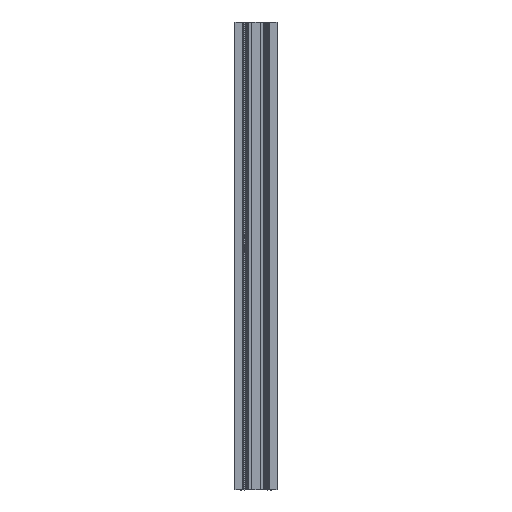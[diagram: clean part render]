
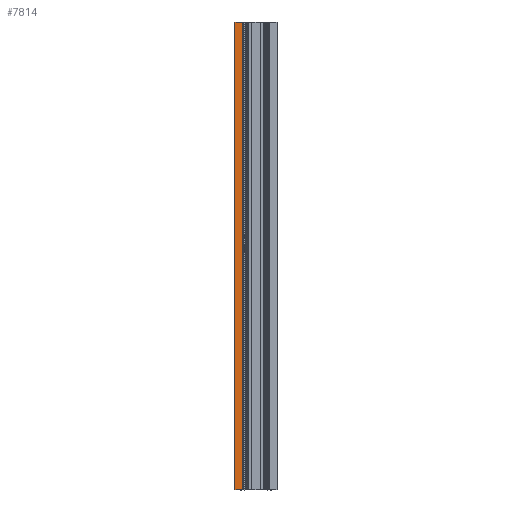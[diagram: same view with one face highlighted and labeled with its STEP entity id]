
A CAD part, left-side view. The second image highlights one B-rep face of the part: STEP entity #7814.
In plain terms, the highlighted planar face has unit normal (-1, 0, 0).
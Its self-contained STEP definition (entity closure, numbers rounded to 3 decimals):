
#686=DIRECTION('',(0.,-1.,0.));
#687=VECTOR('',#686,16.5);
#688=CARTESIAN_POINT('',(-45.,45.,0.));
#689=LINE('',#688,#687);
#2650=DIRECTION('',(0.,-1.,0.));
#2651=VECTOR('',#2650,16.5);
#2652=CARTESIAN_POINT('',(-45.,45.,1000.));
#2653=LINE('',#2652,#2651);
#3806=DIRECTION('',(0.,0.,1.));
#3807=VECTOR('',#3806,1000.);
#3808=CARTESIAN_POINT('',(-45.,28.5,0.));
#3809=LINE('',#3808,#3807);
#3813=DIRECTION('',(0.,0.,1.));
#3814=VECTOR('',#3813,1000.);
#3815=CARTESIAN_POINT('',(-45.,45.,0.));
#3816=LINE('',#3815,#3814);
#5349=CARTESIAN_POINT('',(-45.,45.,0.));
#5350=CARTESIAN_POINT('',(-45.,45.,1000.));
#5351=VERTEX_POINT('',#5349);
#5352=VERTEX_POINT('',#5350);
#5423=CARTESIAN_POINT('',(-45.,28.5,0.));
#5424=VERTEX_POINT('',#5423);
#5663=CARTESIAN_POINT('',(-45.,28.5,1000.));
#5664=VERTEX_POINT('',#5663);
#7802=CARTESIAN_POINT('',(-45.,45.,0.));
#7803=DIRECTION('',(-1.,0.,0.));
#7804=DIRECTION('',(0.,-1.,0.));
#7805=AXIS2_PLACEMENT_3D('',#7802,#7803,#7804);
#7806=PLANE('',#7805);
#7808=ORIENTED_EDGE('',*,*,#7807,.F.);
#7809=ORIENTED_EDGE('',*,*,#6412,.F.);
#7810=ORIENTED_EDGE('',*,*,#7522,.T.);
#7811=ORIENTED_EDGE('',*,*,#7057,.T.);
#7812=EDGE_LOOP('',(#7808,#7809,#7810,#7811));
#7813=FACE_OUTER_BOUND('',#7812,.F.);
#6412=EDGE_CURVE('',#5351,#5424,#689,.T.);
#7057=EDGE_CURVE('',#5352,#5664,#2653,.T.);
#7522=EDGE_CURVE('',#5351,#5352,#3816,.T.);
#7807=EDGE_CURVE('',#5424,#5664,#3809,.T.);
#7814=ADVANCED_FACE('',(#7813),#7806,.T.);
